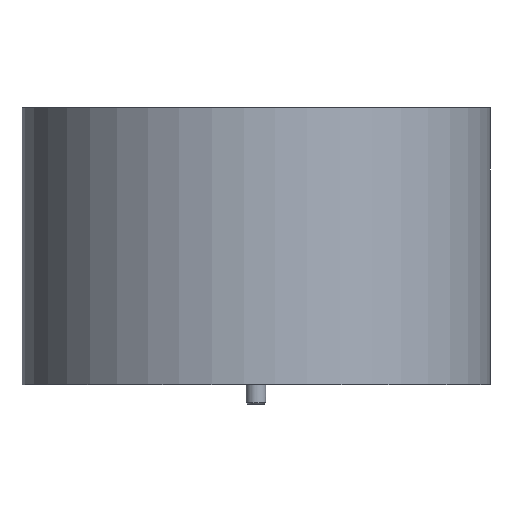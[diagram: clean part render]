
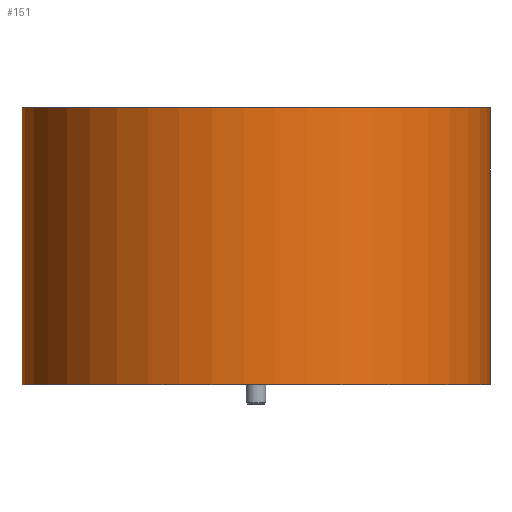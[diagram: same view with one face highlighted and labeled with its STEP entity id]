
A CAD part, front view. The second image highlights one B-rep face of the part: STEP entity #151.
In plain terms, the highlighted cylindrical face has radius 60 mm (diameter 120 mm), a partial arc.
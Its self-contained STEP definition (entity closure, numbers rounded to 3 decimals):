
#151=ADVANCED_FACE('',(#481),#4717,.T.);
#481=FACE_OUTER_BOUND('',#828,.T.);
#828=EDGE_LOOP('',(#1309,#1310,#1311,#1312));
#1309=ORIENTED_EDGE('',*,*,#2669,.T.);
#1310=ORIENTED_EDGE('',*,*,#2616,.T.);
#1311=ORIENTED_EDGE('',*,*,#2670,.F.);
#1312=ORIENTED_EDGE('',*,*,#2668,.F.);
#2616=EDGE_CURVE('',#4054,#4055,#3592,.T.);
#2668=EDGE_CURVE('',#4089,#4090,#3640,.T.);
#2669=EDGE_CURVE('',#4089,#4054,#3641,.T.);
#2670=EDGE_CURVE('',#4090,#4055,#3642,.T.);
#3592=(
BOUNDED_CURVE()
B_SPLINE_CURVE(1,(#5703,#5704),.UNSPECIFIED.,.F.,.F.)
B_SPLINE_CURVE_WITH_KNOTS((2,2),(0.,60.),.UNSPECIFIED.)
CURVE()
GEOMETRIC_REPRESENTATION_ITEM()
RATIONAL_B_SPLINE_CURVE((1.,1.))
REPRESENTATION_ITEM('')
);
#3640=(
BOUNDED_CURVE()
B_SPLINE_CURVE(1,(#5905,#5906),.UNSPECIFIED.,.F.,.F.)
B_SPLINE_CURVE_WITH_KNOTS((2,2),(0.,60.),.UNSPECIFIED.)
CURVE()
GEOMETRIC_REPRESENTATION_ITEM()
RATIONAL_B_SPLINE_CURVE((1.,1.))
REPRESENTATION_ITEM('')
);
#3641=(
BOUNDED_CURVE()
B_SPLINE_CURVE(2,(#5907,#5908,#5909,#5910,#5911),.UNSPECIFIED.,.F.,.F.)
B_SPLINE_CURVE_WITH_KNOTS((3,2,3),(188.496,282.743,376.991),
 .UNSPECIFIED.)
CURVE()
GEOMETRIC_REPRESENTATION_ITEM()
RATIONAL_B_SPLINE_CURVE((1.,0.707,1.,0.707,1.))
REPRESENTATION_ITEM('')
);
#3642=(
BOUNDED_CURVE()
B_SPLINE_CURVE(2,(#5912,#5913,#5914,#5915,#5916),.UNSPECIFIED.,.F.,.F.)
B_SPLINE_CURVE_WITH_KNOTS((3,2,3),(188.496,282.743,376.991),
 .UNSPECIFIED.)
CURVE()
GEOMETRIC_REPRESENTATION_ITEM()
RATIONAL_B_SPLINE_CURVE((1.,0.707,1.,0.707,1.))
REPRESENTATION_ITEM('')
);
#4054=VERTEX_POINT('',#5636);
#4055=VERTEX_POINT('',#5637);
#4089=VERTEX_POINT('',#5671);
#4090=VERTEX_POINT('',#5672);
#4717=CYLINDRICAL_SURFACE('',#4954,60.);
#4954=AXIS2_PLACEMENT_3D('',#5577,#5240,$);
#5240=DIRECTION('',(0.,0.,1.));
#5577=CARTESIAN_POINT('',(0.,0.,34.5));
#5636=CARTESIAN_POINT('',(60.,0.,-1.));
#5637=CARTESIAN_POINT('',(60.,0.,70.));
#5671=CARTESIAN_POINT('',(-60.,0.,-1.));
#5672=CARTESIAN_POINT('',(-60.,0.,70.));
#5703=CARTESIAN_POINT('',(60.,0.,-1.));
#5704=CARTESIAN_POINT('',(60.,0.,70.));
#5905=CARTESIAN_POINT('',(-60.,0.,-1.));
#5906=CARTESIAN_POINT('',(-60.,0.,70.));
#5907=CARTESIAN_POINT('',(-60.,0.,-1.));
#5908=CARTESIAN_POINT('',(-60.,-60.,-1.));
#5909=CARTESIAN_POINT('',(0.,-60.,-1.));
#5910=CARTESIAN_POINT('',(60.,-60.,-1.));
#5911=CARTESIAN_POINT('',(60.,0.,-1.));
#5912=CARTESIAN_POINT('',(-60.,0.,70.));
#5913=CARTESIAN_POINT('',(-60.,-60.,70.));
#5914=CARTESIAN_POINT('',(0.,-60.,70.));
#5915=CARTESIAN_POINT('',(60.,-60.,70.));
#5916=CARTESIAN_POINT('',(60.,0.,70.));
